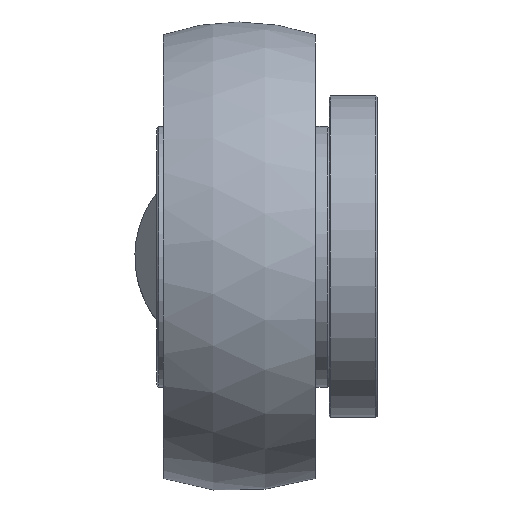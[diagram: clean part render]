
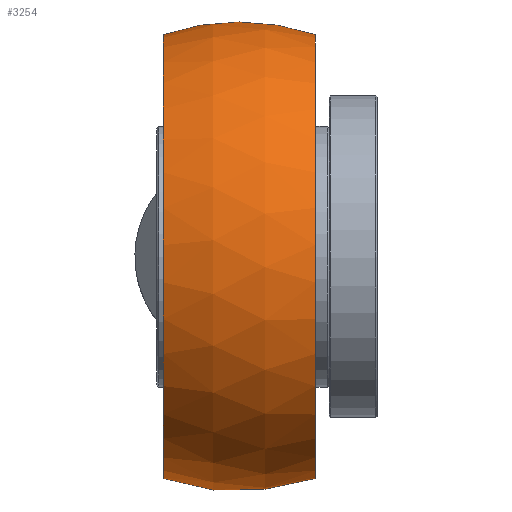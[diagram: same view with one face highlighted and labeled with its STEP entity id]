
A CAD part, front view. The second image highlights one B-rep face of the part: STEP entity #3254.
In plain terms, the highlighted spherical face has radius 54 mm.
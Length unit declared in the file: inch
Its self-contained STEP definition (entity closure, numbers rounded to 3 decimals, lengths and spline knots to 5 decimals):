
#147=CARTESIAN_POINT('',(0.64662,1.90447,0.68898));
#148=VERTEX_POINT('',#147);
#173=CARTESIAN_POINT('',(-2.01125,0.,0.68898));
#174=VERTEX_POINT('',#173);
#182=CARTESIAN_POINT('',(0.,0.,0.68898));
#183=DIRECTION('',(0.,-0.,1.));
#184=DIRECTION('',(0.,1.,0.));
#185=AXIS2_PLACEMENT_3D('',#182,#183,#184);
#186=CIRCLE('',#185,2.01125);
#187=EDGE_CURVE('',#174,#148,#186,.T.);
#2895=CARTESIAN_POINT('',(2.10593,0.29134,-0.));
#2896=VERTEX_POINT('',#2895);
#3012=CARTESIAN_POINT('',(2.10261,0.29134,0.11811));
#3013=VERTEX_POINT('',#3012);
#3020=CARTESIAN_POINT('',(-0.,0.29134,0.));
#3021=DIRECTION('',(0.,-1.,-0.));
#3022=DIRECTION('',(0.,-0.,1.));
#3023=AXIS2_PLACEMENT_3D('',#3020,#3021,#3022);
#3024=CIRCLE('',#3023,2.10593);
#3025=EDGE_CURVE('',#2896,#3013,#3024,.T.);
#3038=CARTESIAN_POINT('',(0.93747,1.90447,0.11811));
#3039=VERTEX_POINT('',#3038);
#3046=CARTESIAN_POINT('',(0.,0.,0.11811));
#3047=DIRECTION('',(0.,-0.,1.));
#3048=DIRECTION('',(0.,1.,0.));
#3049=AXIS2_PLACEMENT_3D('',#3046,#3047,#3048);
#3050=CIRCLE('',#3049,2.1227);
#3051=EDGE_CURVE('',#3013,#3039,#3050,.T.);
#3148=CARTESIAN_POINT('',(2.10261,0.29134,-0.11811));
#3149=VERTEX_POINT('',#3148);
#3156=CARTESIAN_POINT('',(0.93747,1.90447,-0.11811));
#3157=VERTEX_POINT('',#3156);
#3158=CARTESIAN_POINT('',(-0.,0.,-0.11811));
#3159=DIRECTION('',(-0.,-0.,-1.));
#3160=DIRECTION('',(0.,-1.,0.));
#3161=AXIS2_PLACEMENT_3D('',#3158,#3159,#3160);
#3162=CIRCLE('',#3161,2.1227);
#3163=EDGE_CURVE('',#3157,#3149,#3162,.T.);
#3182=CARTESIAN_POINT('',(-0.,0.29134,0.));
#3183=DIRECTION('',(0.,-1.,-0.));
#3184=DIRECTION('',(0.,-0.,1.));
#3185=AXIS2_PLACEMENT_3D('',#3182,#3183,#3184);
#3186=CIRCLE('',#3185,2.10593);
#3187=EDGE_CURVE('',#3149,#2896,#3186,.T.);
#3210=CARTESIAN_POINT('',(0.,0.,0.));
#3211=DIRECTION('',(0.,0.,1.));
#3212=DIRECTION('',(1.,0.,0.));
#3213=AXIS2_PLACEMENT_3D('',#3210,#3211,#3212);
#3214=SPHERICAL_SURFACE('',#3213,2.12598);
#3215=CARTESIAN_POINT('',(-2.01125,0.,-0.68898));
#3216=VERTEX_POINT('',#3215);
#3217=CARTESIAN_POINT('',(0.,0.,0.));
#3218=DIRECTION('',(-0.,-1.,-0.));
#3219=DIRECTION('',(-1.,0.,0.));
#3220=AXIS2_PLACEMENT_3D('',#3217,#3218,#3219);
#3221=CIRCLE('',#3220,2.12598);
#3222=EDGE_CURVE('',#174,#3216,#3221,.T.);
#3223=ORIENTED_EDGE('',*,*,#3222,.T.);
#3224=CARTESIAN_POINT('',(0.64662,1.90447,-0.68898));
#3225=VERTEX_POINT('',#3224);
#3226=CARTESIAN_POINT('',(0.,0.,-0.68898));
#3227=DIRECTION('',(0.,0.,-1.));
#3228=DIRECTION('',(0.,-1.,0.));
#3229=AXIS2_PLACEMENT_3D('',#3226,#3227,#3228);
#3230=CIRCLE('',#3229,2.01125);
#3231=EDGE_CURVE('',#3225,#3216,#3230,.T.);
#3232=ORIENTED_EDGE('',*,*,#3231,.F.);
#3233=CARTESIAN_POINT('',(0.,1.90447,0.));
#3234=DIRECTION('',(-0.,1.,0.));
#3235=DIRECTION('',(1.,0.,0.));
#3236=AXIS2_PLACEMENT_3D('',#3233,#3234,#3235);
#3237=CIRCLE('',#3236,0.94488);
#3238=EDGE_CURVE('',#3157,#3225,#3237,.T.);
#3239=ORIENTED_EDGE('',*,*,#3238,.F.);
#3240=ORIENTED_EDGE('',*,*,#3163,.T.);
#3241=ORIENTED_EDGE('',*,*,#3187,.T.);
#3242=ORIENTED_EDGE('',*,*,#3025,.T.);
#3243=ORIENTED_EDGE('',*,*,#3051,.T.);
#3244=CARTESIAN_POINT('',(0.,1.90447,0.));
#3245=DIRECTION('',(-0.,1.,0.));
#3246=DIRECTION('',(1.,0.,0.));
#3247=AXIS2_PLACEMENT_3D('',#3244,#3245,#3246);
#3248=CIRCLE('',#3247,0.94488);
#3249=EDGE_CURVE('',#148,#3039,#3248,.T.);
#3250=ORIENTED_EDGE('',*,*,#3249,.F.);
#3251=ORIENTED_EDGE('',*,*,#187,.F.);
#3252=EDGE_LOOP('',(#3223,#3232,#3239,#3240,#3241,#3242,#3243,#3250,#3251));
#3253=FACE_BOUND('',#3252,.T.);
#3254=ADVANCED_FACE('',(#3253),#3214,.T.);
